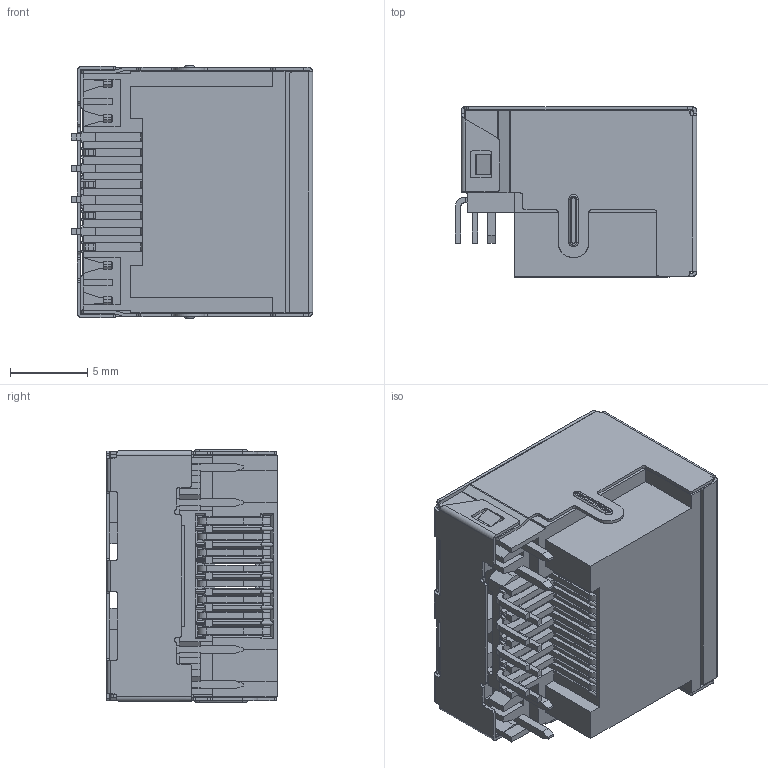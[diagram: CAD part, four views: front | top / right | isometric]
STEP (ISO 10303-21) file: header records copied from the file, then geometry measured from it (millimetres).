
FILE_DESCRIPTION((''),'2;1');
FILE_NAME('CB4_20001','2020-08-28T16:14:50',('Administrator'),(''),'CREO PARAMETRIC BY PTC INC, 2018400','CREO PARAMETRIC BY PTC INC, 2018400','');
FILE_SCHEMA(('CONFIG_CONTROL_DESIGN'));
Products named in the file (1): CB4_20001
Bounding box: 15.68 x 11.05 x 16.4 mm (x, y, z)
Surface area: 3483.6 mm2 (no closed solid volume)
Topology: 0 solids, 1314 shells, 1314 faces, 7694 edges, 7694 vertices
Faces by surface type: plane 1050, cylinder 141, extrusion 112, bspline 7, torus 4
Entity records: 76616 total; most frequent: CARTESIAN_POINT 21318, DIRECTION 9598, VERTEX_POINT 7694, ORIENTED_EDGE 7694, EDGE_CURVE 7694, VECTOR 6700, LINE 6588, AXIS2_PLACEMENT_3D 1449
